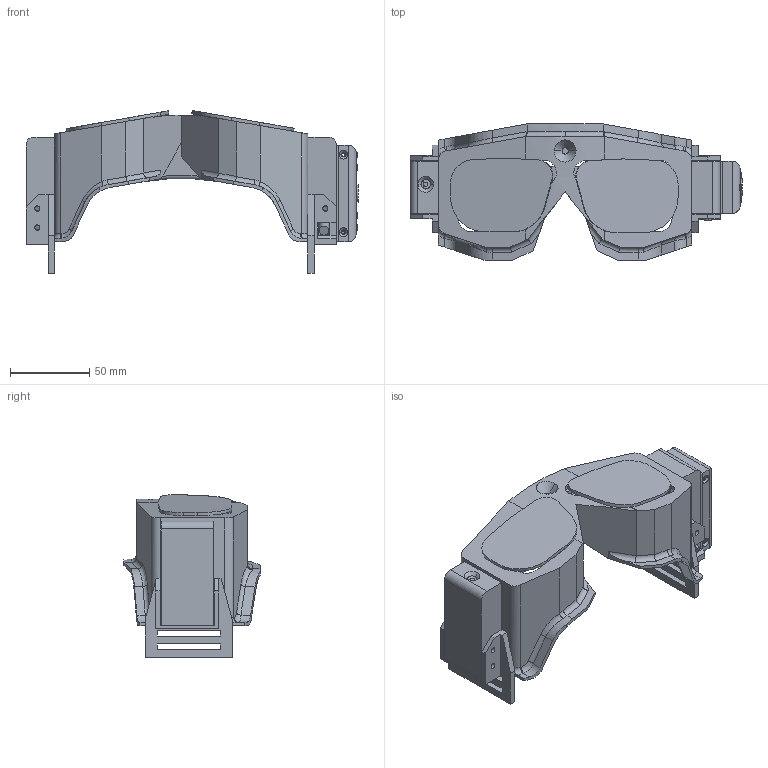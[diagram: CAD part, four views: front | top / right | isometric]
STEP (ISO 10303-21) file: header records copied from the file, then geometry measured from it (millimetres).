
FILE_DESCRIPTION (( 'STEP AP214' ), '1' );
FILE_NAME ('stereo_viever.STEP', '2020-02-23T21:03:13', ( '' ), ( '' ), 'SwSTEP 2.0', 'SolidWorks 2016', '' );
FILE_SCHEMA (( 'AUTOMOTIVE_DESIGN' ));
Length unit declared in the file: millimetre
Products named in the file (14): LV glasses; LV SH R; controller; LV SH L; glass R; moverio; joy - stick; button; ctrl_base; ctrl_cover; ardhuni micro pro; stereo_viever; ctrl_pcb; cam bar
Assembly tree (21 placements, depth 3):
  stereo_viever
    LV glasses
    moverio
    cam bar
    LV SH L
    LV SH R
    glass R  x2
    controller
      ctrl_base
      joy - stick
      button  x8
      ardhuni micro pro
      ctrl_pcb
      ctrl_cover
Bounding box: 209.7 x 86 x 102.9 mm (x, y, z)
Volume: 203594.6 mm3; surface area: 137745.3 mm2
Topology: 21 solids, 21 shells, 1277 faces, 3472 edges, 2279 vertices
Faces by surface type: cylinder 678, plane 544, bspline 26, torus 15, cone 14
Entity records: 39290 total; most frequent: CARTESIAN_POINT 7882, DIRECTION 6477, ORIENTED_EDGE 6308, EDGE_CURVE 3154, AXIS2_PLACEMENT_3D 2371, VERTEX_POINT 2067, LINE 1735, VECTOR 1735
